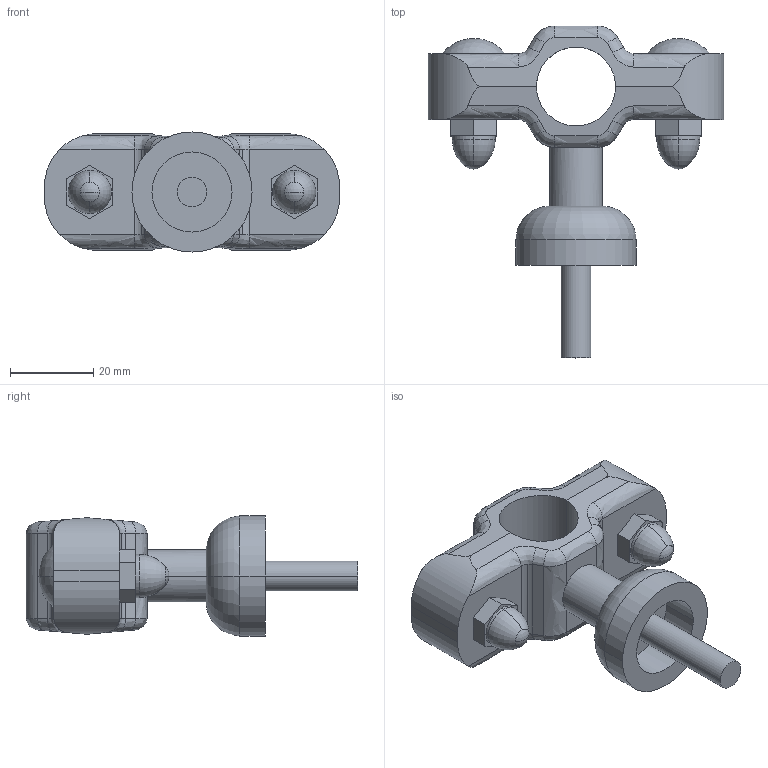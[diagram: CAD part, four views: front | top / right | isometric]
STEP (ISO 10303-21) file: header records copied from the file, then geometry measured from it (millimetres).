
FILE_DESCRIPTION (( 'STEP AP214' ), '1' );
FILE_NAME ('ZC1PP0.75T304SAN.STEP', '2023-05-29T12:31:22', ( '' ), ( '' ), 'SwSTEP 2.0', 'SolidWorks 2018', '' );
FILE_SCHEMA (( 'AUTOMOTIVE_DESIGN' ));
Length unit declared in the file: inch
Products named in the file (1): ZC1PP0.75T304SAN
Bounding box: 71.12 x 79.97 x 28.96 mm (x, y, z)
Volume: 38816.7 mm3; surface area: 12473.4 mm2
Topology: 1 solids, 1 shells, 130 faces, 308 edges, 186 vertices
Faces by surface type: bspline 44, cylinder 38, plane 34, sphere 8, torus 6
Entity records: 4747 total; most frequent: CARTESIAN_POINT 2150, ORIENTED_EDGE 616, DIRECTION 418, EDGE_CURVE 308, VERTEX_POINT 186, AXIS2_PLACEMENT_3D 157, EDGE_LOOP 138, ADVANCED_FACE 130
